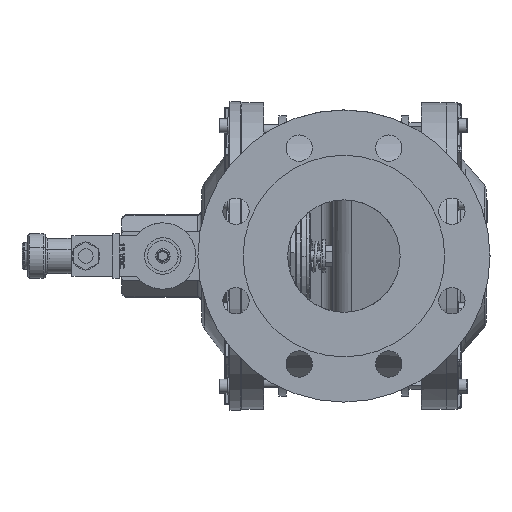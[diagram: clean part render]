
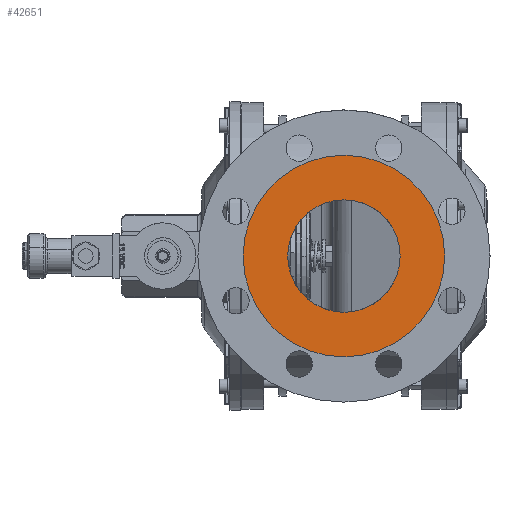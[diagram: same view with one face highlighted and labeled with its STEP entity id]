
A CAD part, left-side view. The second image highlights one B-rep face of the part: STEP entity #42651.
In plain terms, the highlighted planar face has unit normal (-1, 0, 0).
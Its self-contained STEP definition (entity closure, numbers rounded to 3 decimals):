
#1625 = CIRCLE ( 'NONE', #63368, 69. ) ;
#2122 = CIRCLE ( 'NONE', #46658, 38.5 ) ;
#5696 = CIRCLE ( 'NONE', #24344, 69. ) ;
#6174 = CARTESIAN_POINT ( 'NONE',  ( -155., -53.763, 0. ) ) ;
#7197 = AXIS2_PLACEMENT_3D ( 'NONE', #58175, #26779, #21394 ) ;
#9594 = CARTESIAN_POINT ( 'NONE',  ( -155., -53.763, 0. ) ) ;
#9966 = VERTEX_POINT ( 'NONE', #57739 ) ;
#12586 = ORIENTED_EDGE ( 'NONE', *, *, #46277, .T. ) ;
#16753 = AXIS2_PLACEMENT_3D ( 'NONE', #68556, #44963, #32335 ) ;
#18966 = CARTESIAN_POINT ( 'NONE',  ( -155., -53.763, 38.5 ) ) ;
#19415 = ORIENTED_EDGE ( 'NONE', *, *, #58009, .T. ) ;
#21394 = DIRECTION ( 'NONE',  ( 0., 0., 1. ) ) ;
#21914 = DIRECTION ( 'NONE',  ( -1., 0., 0. ) ) ;
#23349 = VERTEX_POINT ( 'NONE', #50999 ) ;
#24331 = EDGE_CURVE ( 'NONE', #9966, #61202, #74193, .T. ) ;
#24344 = AXIS2_PLACEMENT_3D ( 'NONE', #6174, #32957, #27024 ) ;
#26779 = DIRECTION ( 'NONE',  ( -1., 0., 0. ) ) ;
#27024 = DIRECTION ( 'NONE',  ( 0., 0., 1. ) ) ;
#27590 = DIRECTION ( 'NONE',  ( -1., 0., 0. ) ) ;
#31758 = CARTESIAN_POINT ( 'NONE',  ( -155., -53.763, -69. ) ) ;
#32335 = DIRECTION ( 'NONE',  ( 0., 0., 1. ) ) ;
#32957 = DIRECTION ( 'NONE',  ( -1., 0., 0. ) ) ;
#39718 = CARTESIAN_POINT ( 'NONE',  ( -155., -53.763, 0. ) ) ;
#42651 = ADVANCED_FACE ( 'NONE', ( #57519, #63314 ), #58450, .T. ) ;
#43285 = EDGE_LOOP ( 'NONE', ( #12586, #19415 ) ) ;
#44963 = DIRECTION ( 'NONE',  ( -1., 0., 0. ) ) ;
#46277 = EDGE_CURVE ( 'NONE', #54815, #23349, #1625, .T. ) ;
#46658 = AXIS2_PLACEMENT_3D ( 'NONE', #9594, #21914, #71006 ) ;
#50999 = CARTESIAN_POINT ( 'NONE',  ( -155., -53.763, 69. ) ) ;
#54815 = VERTEX_POINT ( 'NONE', #31758 ) ;
#57519 = FACE_OUTER_BOUND ( 'NONE', #43285, .T. ) ;
#57739 = CARTESIAN_POINT ( 'NONE',  ( -155., -53.763, -38.5 ) ) ;
#58009 = EDGE_CURVE ( 'NONE', #23349, #54815, #5696, .T. ) ;
#58175 = CARTESIAN_POINT ( 'NONE',  ( -155., -53.763, 0. ) ) ;
#58450 = PLANE ( 'NONE',  #7197 ) ;
#61202 = VERTEX_POINT ( 'NONE', #18966 ) ;
#62990 = ORIENTED_EDGE ( 'NONE', *, *, #74724, .F. ) ;
#63314 = FACE_BOUND ( 'NONE', #76170, .T. ) ;
#63368 = AXIS2_PLACEMENT_3D ( 'NONE', #39718, #27590, #75630 ) ;
#68556 = CARTESIAN_POINT ( 'NONE',  ( -155., -53.763, 0. ) ) ;
#71006 = DIRECTION ( 'NONE',  ( 0., 0., 1. ) ) ;
#73602 = ORIENTED_EDGE ( 'NONE', *, *, #24331, .F. ) ;
#74193 = CIRCLE ( 'NONE', #16753, 38.5 ) ;
#74724 = EDGE_CURVE ( 'NONE', #61202, #9966, #2122, .T. ) ;
#75630 = DIRECTION ( 'NONE',  ( 0., 0., 1. ) ) ;
#76170 = EDGE_LOOP ( 'NONE', ( #62990, #73602 ) ) ;
